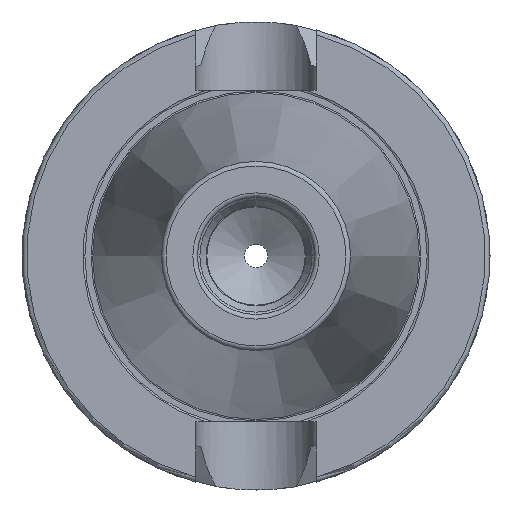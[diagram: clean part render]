
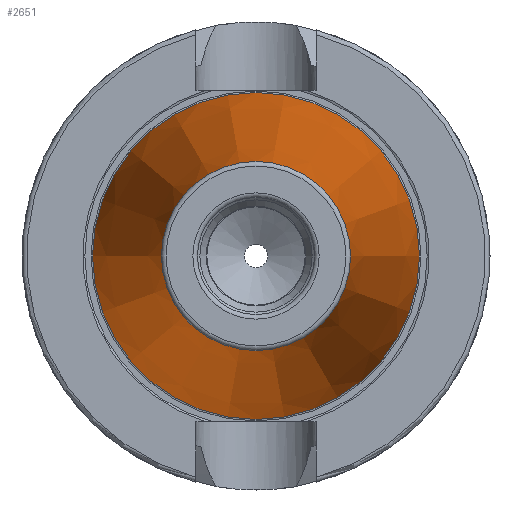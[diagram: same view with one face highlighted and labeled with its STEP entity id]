
A CAD part, left-side view. The second image highlights one B-rep face of the part: STEP entity #2651.
In plain terms, the highlighted conical face has half-angle 8.297 degrees and reference radius 27.564 mm.
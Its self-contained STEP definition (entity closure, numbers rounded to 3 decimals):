
#2624=CARTESIAN_POINT('',(-50.472,0.,0.0));
#2625=DIRECTION('',(1.0,0.,0.0));
#2626=DIRECTION('',(0.0,1.0,0.0));
#2627=AXIS2_PLACEMENT_3D('',#2624,#2625,#2626);
#2628=CONICAL_SURFACE('',#2627,27.564,8.297);
#2629=CARTESIAN_POINT('',(0.0,34.925,0.0));
#2630=VERTEX_POINT('',#2629);
#2631=CARTESIAN_POINT('',(0.,0.,0.0));
#2632=DIRECTION('',(1.0,0.0,0.0));
#2633=DIRECTION('',(0.0,1.0,0.0));
#2634=AXIS2_PLACEMENT_3D('',#2631,#2632,#2633);
#2635=CIRCLE('',#2634,34.925);
#2636=EDGE_CURVE('',#2630,#2630,#2635,.T.);
#2637=ORIENTED_EDGE('',*,*,#2636,.F.);
#2638=EDGE_LOOP('',(#2637));
#2639=FACE_OUTER_BOUND('',#2638,.T.);
#2640=CARTESIAN_POINT('',(-100.944,20.204,0.0));
#2641=VERTEX_POINT('',#2640);
#2642=CARTESIAN_POINT('',(-100.944,0.,0.0));
#2643=DIRECTION('',(1.0,0.0,0.0));
#2644=DIRECTION('',(0.0,1.0,0.0));
#2645=AXIS2_PLACEMENT_3D('',#2642,#2643,#2644);
#2646=CIRCLE('',#2645,20.204);
#2647=EDGE_CURVE('',#2641,#2641,#2646,.T.);
#2648=ORIENTED_EDGE('',*,*,#2647,.T.);
#2649=EDGE_LOOP('',(#2648));
#2650=FACE_BOUND('',#2649,.T.);
#2651=ADVANCED_FACE('',(#2639,#2650),#2628,.T.);
